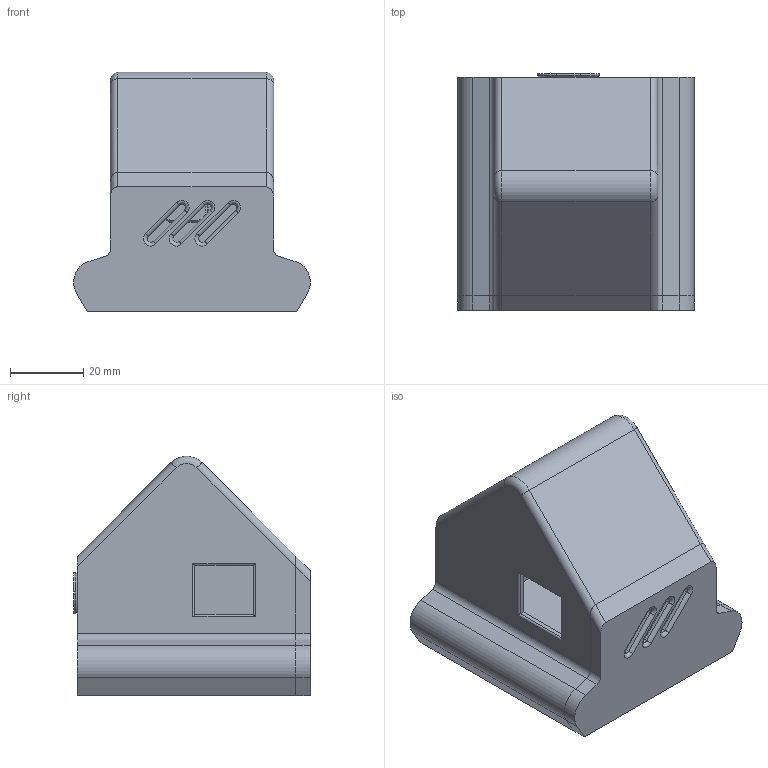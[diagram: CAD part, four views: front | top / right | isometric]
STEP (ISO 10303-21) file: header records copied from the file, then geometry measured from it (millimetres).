
FILE_DESCRIPTION(/* description */ (''),/* implementation_level */ '2;1');
FILE_NAME(/* name */ 'T1NDoorModuleNFCVertical.step',/* time_stamp */ '2026-02-17T13:07:10-08:00',/* author */ (''),/* organization */ (''),/* preprocessor_version */ 'ST-DEVELOPER v20.1',/* originating_system */ 'Autodesk Translation Framework v14.24.0.0',/* authorisation */ '');
FILE_SCHEMA (('AUTOMOTIVE_DESIGN { 1 0 10303 214 3 1 1 }'));
Length unit declared in the file: millimetre
Products named in the file (1): T1NDoorModuleNFCVertical
Bounding box: 64.49 x 64.5 x 65.24 mm (x, y, z)
Volume: 69380 mm3; surface area: 32189.6 mm2
Topology: 3 solids, 3 shells, 258 faces, 655 edges, 416 vertices
Faces by surface type: plane 125, cylinder 68, bspline 35, torus 18, cone 12
Full cylindrical faces by diameter (mm): 8.2 x4
Entity records: 7872 total; most frequent: CARTESIAN_POINT 1785, ORIENTED_EDGE 1310, DIRECTION 1197, EDGE_CURVE 655, LINE 421, VECTOR 421, VERTEX_POINT 416, AXIS2_PLACEMENT_3D 388
